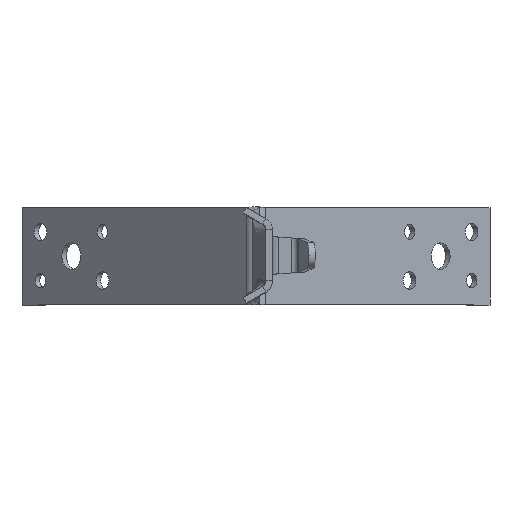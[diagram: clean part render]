
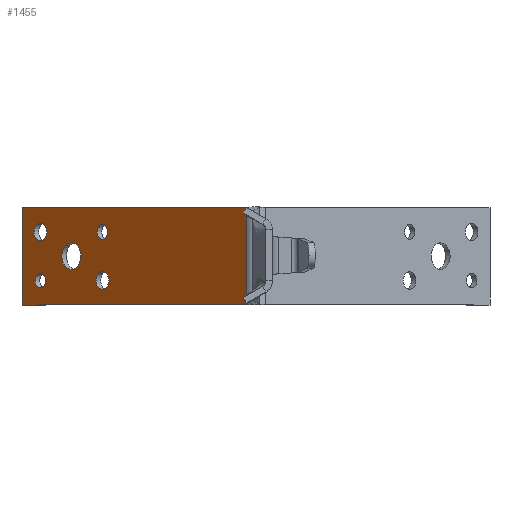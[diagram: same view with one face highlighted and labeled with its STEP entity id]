
A CAD part, top view. The second image highlights one B-rep face of the part: STEP entity #1455.
In plain terms, the highlighted face is planar.
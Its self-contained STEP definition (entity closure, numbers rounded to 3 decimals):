
#121=FACE_BOUND('',#264,.T.);
#122=FACE_BOUND('',#265,.T.);
#123=FACE_BOUND('',#266,.T.);
#124=FACE_BOUND('',#267,.T.);
#125=FACE_BOUND('',#268,.T.);
#169=FACE_OUTER_BOUND('',#263,.T.);
#263=EDGE_LOOP('',(#1063,#1064,#1065,#1066));
#264=EDGE_LOOP('',(#1067));
#265=EDGE_LOOP('',(#1068));
#266=EDGE_LOOP('',(#1069));
#267=EDGE_LOOP('',(#1070));
#268=EDGE_LOOP('',(#1071));
#349=LINE('',#2098,#499);
#366=LINE('',#2152,#516);
#367=LINE('',#2154,#517);
#368=LINE('',#2155,#518);
#499=VECTOR('',#1719,10.);
#516=VECTOR('',#1780,10.);
#517=VECTOR('',#1781,10.);
#518=VECTOR('',#1782,10.);
#659=CIRCLE('',#1613,2.75);
#660=CIRCLE('',#1614,2.25);
#661=CIRCLE('',#1615,2.25);
#662=CIRCLE('',#1616,2.75);
#663=CIRCLE('',#1617,4.125);
#681=VERTEX_POINT('',#2080);
#686=VERTEX_POINT('',#2090);
#703=VERTEX_POINT('',#2151);
#704=VERTEX_POINT('',#2153);
#705=VERTEX_POINT('',#2156);
#706=VERTEX_POINT('',#2158);
#707=VERTEX_POINT('',#2160);
#708=VERTEX_POINT('',#2162);
#709=VERTEX_POINT('',#2164);
#809=EDGE_CURVE('',#681,#686,#349,.T.);
#836=EDGE_CURVE('',#703,#686,#366,.T.);
#837=EDGE_CURVE('',#704,#703,#367,.T.);
#838=EDGE_CURVE('',#681,#704,#368,.T.);
#839=EDGE_CURVE('',#705,#705,#659,.T.);
#840=EDGE_CURVE('',#706,#706,#660,.T.);
#841=EDGE_CURVE('',#707,#707,#661,.T.);
#842=EDGE_CURVE('',#708,#708,#662,.T.);
#843=EDGE_CURVE('',#709,#709,#663,.T.);
#1063=ORIENTED_EDGE('',*,*,#809,.T.);
#1064=ORIENTED_EDGE('',*,*,#836,.F.);
#1065=ORIENTED_EDGE('',*,*,#837,.F.);
#1066=ORIENTED_EDGE('',*,*,#838,.F.);
#1067=ORIENTED_EDGE('',*,*,#839,.T.);
#1068=ORIENTED_EDGE('',*,*,#840,.T.);
#1069=ORIENTED_EDGE('',*,*,#841,.T.);
#1070=ORIENTED_EDGE('',*,*,#842,.T.);
#1071=ORIENTED_EDGE('',*,*,#843,.T.);
#1396=PLANE('',#1612);
#1455=ADVANCED_FACE('',(#169,#121,#122,#123,#124,#125),#1396,.T.);
#1612=AXIS2_PLACEMENT_3D('',#2150,#1778,#1779);
#1613=AXIS2_PLACEMENT_3D('',#2157,#1783,#1784);
#1614=AXIS2_PLACEMENT_3D('',#2159,#1785,#1786);
#1615=AXIS2_PLACEMENT_3D('',#2161,#1787,#1788);
#1616=AXIS2_PLACEMENT_3D('',#2163,#1789,#1790);
#1617=AXIS2_PLACEMENT_3D('',#2165,#1791,#1792);
#1719=DIRECTION('',(0.,1.,0.));
#1778=DIRECTION('center_axis',(-1.,0.,0.));
#1779=DIRECTION('ref_axis',(0.,0.,
1.));
#1780=DIRECTION('',(0.,0.,1.));
#1781=DIRECTION('',(0.,1.,0.));
#1782=DIRECTION('',(0.,0.,-1.));
#1783=DIRECTION('center_axis',(1.,0.,0.));
#1784=DIRECTION('ref_axis',(0.,0.,-1.));
#1785=DIRECTION('center_axis',(1.,0.,0.));
#1786=DIRECTION('ref_axis',(0.,0.,-1.));
#1787=DIRECTION('center_axis',(1.,0.,0.));
#1788=DIRECTION('ref_axis',(0.,0.,-1.));
#1789=DIRECTION('center_axis',(1.,0.,0.));
#1790=DIRECTION('ref_axis',(0.,0.,-1.));
#1791=DIRECTION('center_axis',(1.,0.,0.));
#1792=DIRECTION('ref_axis',(0.,0.,-1.));
#2080=CARTESIAN_POINT('',(-1.919,-15.,-2.));
#2090=CARTESIAN_POINT('',(-1.919,15.,-2.));
#2098=CARTESIAN_POINT('',(-1.919,-7.5,-2.));
#2150=CARTESIAN_POINT('Origin',(-1.919,0.,0.081));
#2151=CARTESIAN_POINT('',(-1.919,15.,-99.919));
#2152=CARTESIAN_POINT('',(-1.919,15.,100.081));
#2153=CARTESIAN_POINT('',(-1.919,-15.,-99.919));
#2154=CARTESIAN_POINT('',(-1.919,15.,-99.919));
#2155=CARTESIAN_POINT('',(-1.919,-15.,-99.919));
#2156=CARTESIAN_POINT('',(-1.919,-7.5,-62.169));
#2157=CARTESIAN_POINT('Origin',(-1.919,-7.5,-64.919));
#2158=CARTESIAN_POINT('',(-1.919,7.5,-62.669));
#2159=CARTESIAN_POINT('Origin',(-1.919,7.5,-64.919));
#2160=CARTESIAN_POINT('',(-1.919,-7.5,-89.669));
#2161=CARTESIAN_POINT('Origin',(-1.919,-7.5,-91.919));
#2162=CARTESIAN_POINT('',(-1.919,7.5,-89.169));
#2163=CARTESIAN_POINT('Origin',(-1.919,7.5,-91.919));
#2164=CARTESIAN_POINT('',(-1.919,0.,-74.294));
#2165=CARTESIAN_POINT('Origin',(-1.919,0.,
-78.419));
